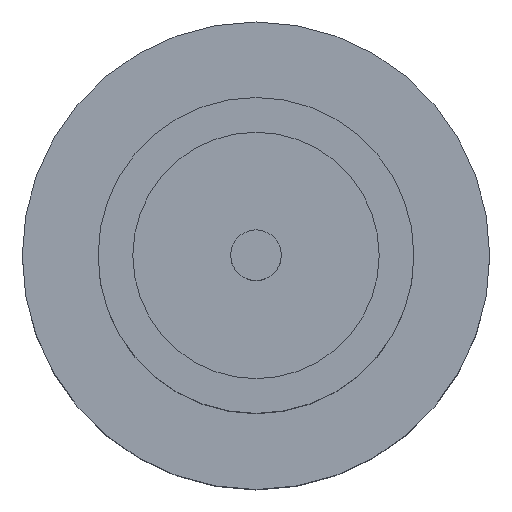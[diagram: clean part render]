
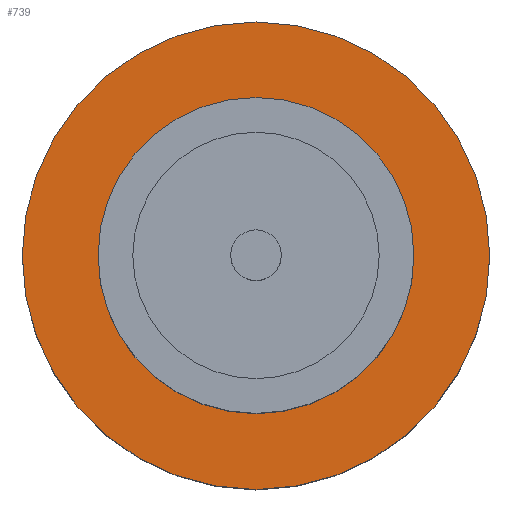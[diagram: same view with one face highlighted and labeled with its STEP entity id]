
A CAD part, top view. The second image highlights one B-rep face of the part: STEP entity #739.
In plain terms, the highlighted planar face has unit normal (0, 0, 1).
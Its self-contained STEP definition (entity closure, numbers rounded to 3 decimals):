
#3 = EDGE_LOOP ( 'NONE', ( #623, #247 ) ) ;
#17 = DIRECTION ( 'NONE',  ( 0., 0., 1. ) ) ;
#96 = DIRECTION ( 'NONE',  ( 1., 0., 0. ) ) ;
#105 = ORIENTED_EDGE ( 'NONE', *, *, #392, .T. ) ;
#122 = DIRECTION ( 'NONE',  ( 1., 0., 0. ) ) ;
#131 = DIRECTION ( 'NONE',  ( 0., 0., 1. ) ) ;
#170 = DIRECTION ( 'NONE',  ( 0., 0., 1. ) ) ;
#185 = CARTESIAN_POINT ( 'NONE',  ( 1.85, 0., 1.55 ) ) ;
#197 = DIRECTION ( 'NONE',  ( 0., 0., 1. ) ) ;
#210 = DIRECTION ( 'NONE',  ( 1., 0., 0. ) ) ;
#212 = CIRCLE ( 'NONE', #432, 1.85 ) ;
#233 = DIRECTION ( 'NONE',  ( 1., 0., 0. ) ) ;
#247 = ORIENTED_EDGE ( 'NONE', *, *, #673, .F. ) ;
#273 = CARTESIAN_POINT ( 'NONE',  ( -1.85, 0., 1.55 ) ) ;
#287 = CARTESIAN_POINT ( 'NONE',  ( 0., 0., 1.55 ) ) ;
#294 = DIRECTION ( 'NONE',  ( 0., 0., 1. ) ) ;
#298 = EDGE_LOOP ( 'NONE', ( #105, #817 ) ) ;
#311 = AXIS2_PLACEMENT_3D ( 'NONE', #287, #17, #210 ) ;
#392 = EDGE_CURVE ( 'NONE', #737, #848, #212, .T. ) ;
#431 = CARTESIAN_POINT ( 'NONE',  ( 0., 0., 1.55 ) ) ;
#432 = AXIS2_PLACEMENT_3D ( 'NONE', #746, #131, #122 ) ;
#469 = AXIS2_PLACEMENT_3D ( 'NONE', #431, #294, #96 ) ;
#485 = FACE_OUTER_BOUND ( 'NONE', #298, .T. ) ;
#498 = PLANE ( 'NONE',  #469 ) ;
#502 = FACE_BOUND ( 'NONE', #3, .T. ) ;
#504 = VERTEX_POINT ( 'NONE', #693 ) ;
#544 = CIRCLE ( 'NONE', #776, 1.25 ) ;
#565 = VERTEX_POINT ( 'NONE', #696 ) ;
#608 = AXIS2_PLACEMENT_3D ( 'NONE', #841, #170, #233 ) ;
#623 = ORIENTED_EDGE ( 'NONE', *, *, #788, .F. ) ;
#624 = DIRECTION ( 'NONE',  ( 1., 0., 0. ) ) ;
#673 = EDGE_CURVE ( 'NONE', #504, #565, #544, .T. ) ;
#674 = CIRCLE ( 'NONE', #608, 1.25 ) ;
#677 = CARTESIAN_POINT ( 'NONE',  ( 0., 0., 1.55 ) ) ;
#693 = CARTESIAN_POINT ( 'NONE',  ( -1.25, 0., 1.55 ) ) ;
#696 = CARTESIAN_POINT ( 'NONE',  ( 1.25, 0., 1.55 ) ) ;
#704 = EDGE_CURVE ( 'NONE', #848, #737, #795, .T. ) ;
#737 = VERTEX_POINT ( 'NONE', #273 ) ;
#739 = ADVANCED_FACE ( 'NONE', ( #502, #485 ), #498, .T. ) ;
#746 = CARTESIAN_POINT ( 'NONE',  ( 0., 0., 1.55 ) ) ;
#776 = AXIS2_PLACEMENT_3D ( 'NONE', #677, #197, #624 ) ;
#788 = EDGE_CURVE ( 'NONE', #565, #504, #674, .T. ) ;
#795 = CIRCLE ( 'NONE', #311, 1.85 ) ;
#817 = ORIENTED_EDGE ( 'NONE', *, *, #704, .T. ) ;
#841 = CARTESIAN_POINT ( 'NONE',  ( 0., 0., 1.55 ) ) ;
#848 = VERTEX_POINT ( 'NONE', #185 ) ;
